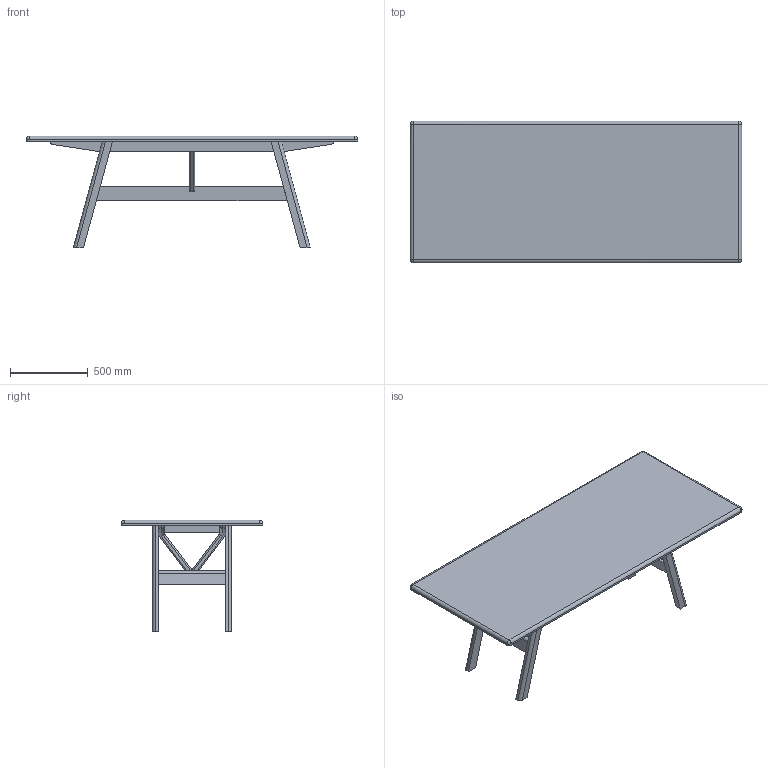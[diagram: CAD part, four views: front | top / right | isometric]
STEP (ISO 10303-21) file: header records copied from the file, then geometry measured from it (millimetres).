
FILE_DESCRIPTION(/* description */ (''),/* implementation_level */ '2;1');
FILE_NAME(/* name */ 'Kant_CB-393_3D',/* time_stamp */ '2023-10-06T13:45:11+02:00',/* author */ (''),/* organization */ (''),/* preprocessor_version */ 'ST-DEVELOPER v16.5',/* originating_system */ 'Rhino 7.31',/* authorisation */ '');
FILE_SCHEMA (('AUTOMOTIVE_DESIGN'));
Length unit declared in the file: centimetre
Products named in the file (2): Document; Kant_CB-393
Assembly tree (1 placements, depth 2):
  Document
    Kant_CB-393
Bounding box: 2136.34 x 914.4 x 720.73 mm (x, y, z)
Volume: 89043817.1 mm3; surface area: 6442111.5 mm2
Topology: 16 solids, 16 shells, 148 faces, 320 edges, 204 vertices
Faces by surface type: plane 102, cylinder 38, bspline 8
Entity records: 4273 total; most frequent: CARTESIAN_POINT 1746, ORIENTED_EDGE 640, EDGE_CURVE 320, B_SPLINE_CURVE_WITH_KNOTS 276, VERTEX_POINT 204, ADVANCED_FACE 148, FACE_OUTER_BOUND 148, EDGE_LOOP 148
